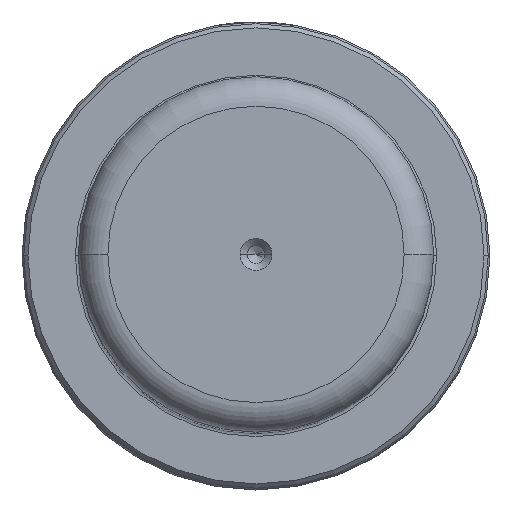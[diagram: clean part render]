
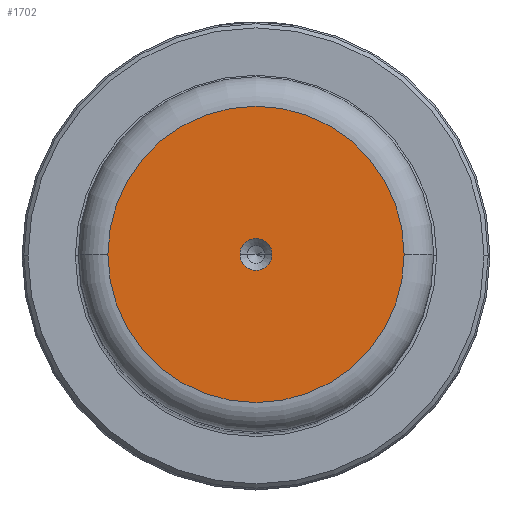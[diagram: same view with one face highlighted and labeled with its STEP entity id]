
A CAD part, top view. The second image highlights one B-rep face of the part: STEP entity #1702.
In plain terms, the highlighted planar face has unit normal (0, 0, 1).
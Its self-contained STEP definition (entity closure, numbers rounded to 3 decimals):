
#62 = DIRECTION ( 'NONE',  ( 1., 0., 0. ) ) ;
#80 = CARTESIAN_POINT ( 'NONE',  ( 0., 0., 202. ) ) ;
#318 = DIRECTION ( 'NONE',  ( 1., 0., 0. ) ) ;
#566 = ORIENTED_EDGE ( 'NONE', *, *, #1399, .T. ) ;
#903 = CARTESIAN_POINT ( 'NONE',  ( -2.7, 0., 202. ) ) ;
#972 = DIRECTION ( 'NONE',  ( 0., 0., 1. ) ) ;
#989 = FACE_OUTER_BOUND ( 'NONE', #1174, .T. ) ;
#1116 = AXIS2_PLACEMENT_3D ( 'NONE', #2082, #972, #2122 ) ;
#1137 = AXIS2_PLACEMENT_3D ( 'NONE', #1606, #3621, #1941 ) ;
#1151 = CARTESIAN_POINT ( 'NONE',  ( -25.017, 0., 202. ) ) ;
#1174 = EDGE_LOOP ( 'NONE', ( #2866, #566 ) ) ;
#1235 = DIRECTION ( 'NONE',  ( 0., 0., 1. ) ) ;
#1399 = EDGE_CURVE ( 'NONE', #2407, #2089, #3387, .T. ) ;
#1428 = CARTESIAN_POINT ( 'NONE',  ( 0., 0., 202. ) ) ;
#1562 = EDGE_CURVE ( 'NONE', #2838, #2735, #2828, .T. ) ;
#1606 = CARTESIAN_POINT ( 'NONE',  ( 0., 0., 202. ) ) ;
#1628 = CARTESIAN_POINT ( 'NONE',  ( 0., 0., 202. ) ) ;
#1686 = AXIS2_PLACEMENT_3D ( 'NONE', #80, #1738, #62 ) ;
#1702 = ADVANCED_FACE ( 'NONE', ( #2643, #989 ), #2395, .T. ) ;
#1738 = DIRECTION ( 'NONE',  ( 0., 0., 1. ) ) ;
#1877 = AXIS2_PLACEMENT_3D ( 'NONE', #1628, #1235, #2369 ) ;
#1941 = DIRECTION ( 'NONE',  ( 1., 0., 0. ) ) ;
#2066 = CARTESIAN_POINT ( 'NONE',  ( 25.017, 0., 202. ) ) ;
#2082 = CARTESIAN_POINT ( 'NONE',  ( 0., 0., 202. ) ) ;
#2089 = VERTEX_POINT ( 'NONE', #2066 ) ;
#2122 = DIRECTION ( 'NONE',  ( 1., 0., 0. ) ) ;
#2366 = ORIENTED_EDGE ( 'NONE', *, *, #2771, .F. ) ;
#2369 = DIRECTION ( 'NONE',  ( 1., 0., 0. ) ) ;
#2395 = PLANE ( 'NONE',  #1116 ) ;
#2407 = VERTEX_POINT ( 'NONE', #1151 ) ;
#2573 = EDGE_LOOP ( 'NONE', ( #2871, #2366 ) ) ;
#2643 = FACE_BOUND ( 'NONE', #2573, .T. ) ;
#2735 = VERTEX_POINT ( 'NONE', #903 ) ;
#2771 = EDGE_CURVE ( 'NONE', #2735, #2838, #3272, .T. ) ;
#2819 = CIRCLE ( 'NONE', #1877, 25.017 ) ;
#2828 = CIRCLE ( 'NONE', #2885, 2.7 ) ;
#2838 = VERTEX_POINT ( 'NONE', #3117 ) ;
#2866 = ORIENTED_EDGE ( 'NONE', *, *, #3008, .T. ) ;
#2871 = ORIENTED_EDGE ( 'NONE', *, *, #1562, .F. ) ;
#2885 = AXIS2_PLACEMENT_3D ( 'NONE', #1428, #3146, #318 ) ;
#3008 = EDGE_CURVE ( 'NONE', #2089, #2407, #2819, .T. ) ;
#3117 = CARTESIAN_POINT ( 'NONE',  ( 2.7, 0., 202. ) ) ;
#3146 = DIRECTION ( 'NONE',  ( 0., 0., 1. ) ) ;
#3272 = CIRCLE ( 'NONE', #1686, 2.7 ) ;
#3387 = CIRCLE ( 'NONE', #1137, 25.017 ) ;
#3621 = DIRECTION ( 'NONE',  ( 0., 0., 1. ) ) ;
